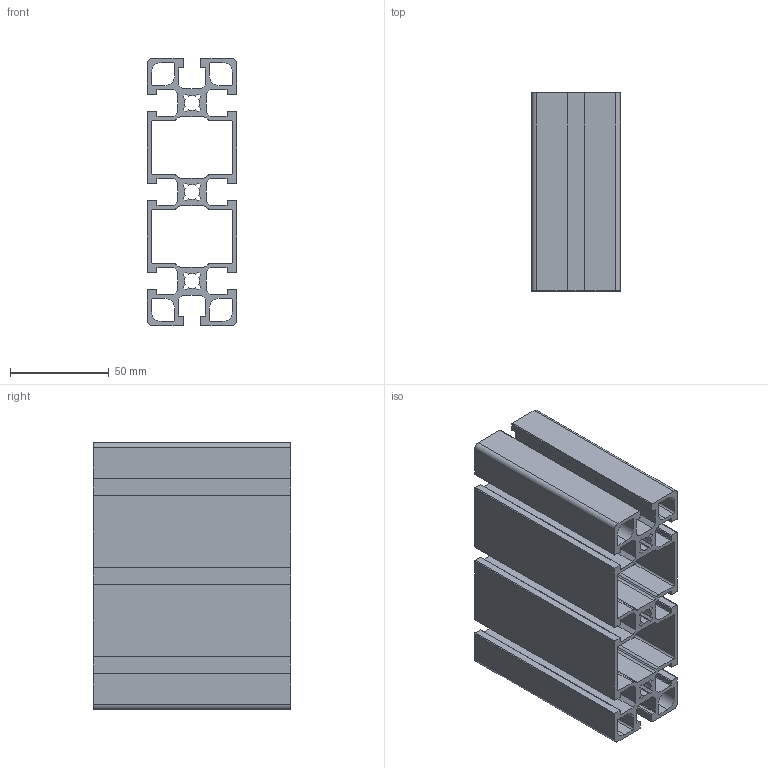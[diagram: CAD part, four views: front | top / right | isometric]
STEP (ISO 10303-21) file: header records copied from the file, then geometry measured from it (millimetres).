
FILE_DESCRIPTION(('STEP AP214'),'1');
FILE_NAME('cctmp_2F0D94B5-241A-47A0-8624-789B609BAEE2_2023_01_03_10_25_24_0289..stp','2023-01-03T09:25:24',('MiniTec Maschinenbau GmbH & Co.KG'),('CADClick - www.CADClick.com'),'Spatial InterOp 3D',' ','unknown authorization');
FILE_SCHEMA(('AUTOMOTIVE_DESIGN'));
Length unit declared in the file: millimetre
Products named in the file (1): 20.1087/0
Bounding box: 45 x 100 x 135 mm (x, y, z)
Volume: 159957.2 mm3; surface area: 124503.9 mm2
Topology: 1 solids, 1 shells, 314 faces, 936 edges, 624 vertices
Faces by surface type: plane 162, cylinder 152
Entity records: 13196 total; most frequent: CARTESIAN_POINT 1875, ORIENTED_EDGE 1872, DIRECTION 1870, EDGE_CURVE 936, LINE 632, VECTOR 632, VERTEX_POINT 624, AXIS2_PLACEMENT_3D 619
